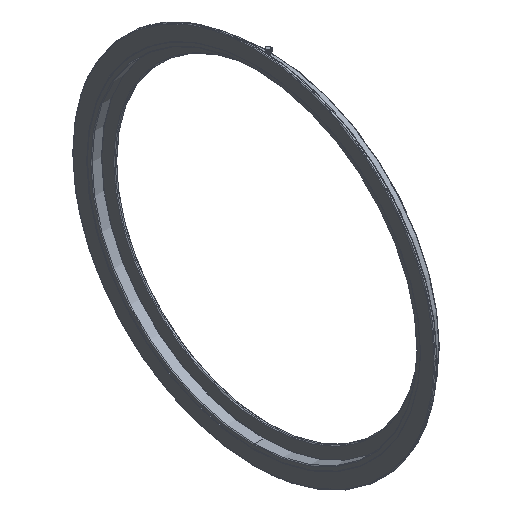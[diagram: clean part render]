
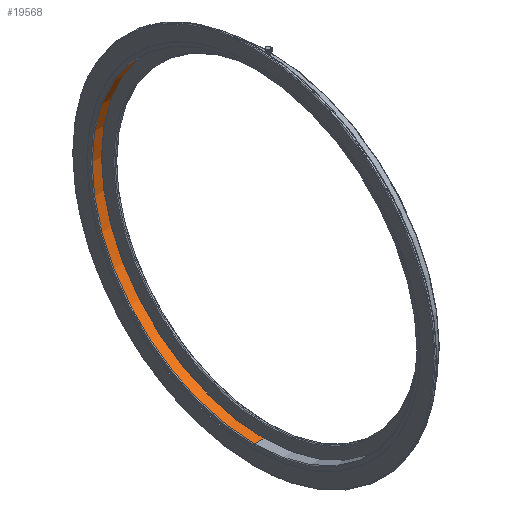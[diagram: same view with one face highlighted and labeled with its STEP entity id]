
A CAD part, isometric view. The second image highlights one B-rep face of the part: STEP entity #19568.
In plain terms, the highlighted cylindrical face has radius 471 mm (diameter 942 mm), a partial arc.
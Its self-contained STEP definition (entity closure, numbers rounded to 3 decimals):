
#874 = LINE ( 'NONE', #18395, #11783 ) ;
#1810 = DIRECTION ( 'NONE',  ( 0., 0., -1. ) ) ;
#2626 = ORIENTED_EDGE ( 'NONE', *, *, #9161, .F. ) ;
#2651 = CYLINDRICAL_SURFACE ( 'NONE', #9216, 471. ) ;
#3348 = EDGE_LOOP ( 'NONE', ( #26477, #2626, #21506, #21487 ) ) ;
#5275 = DIRECTION ( 'NONE',  ( 1., 0., 0. ) ) ;
#7790 = DIRECTION ( 'NONE',  ( 1., 0., 0. ) ) ;
#9069 = EDGE_CURVE ( 'NONE', #34337, #30594, #26058, .T. ) ;
#9161 = EDGE_CURVE ( 'NONE', #20045, #28839, #32518, .T. ) ;
#9216 = AXIS2_PLACEMENT_3D ( 'NONE', #35358, #5275, #10896 ) ;
#9292 = CARTESIAN_POINT ( 'NONE',  ( 3.5, 0., 471. ) ) ;
#9510 = CARTESIAN_POINT ( 'NONE',  ( 30.5, 0., 0. ) ) ;
#10449 = EDGE_CURVE ( 'NONE', #28839, #34337, #874, .T. ) ;
#10641 = CARTESIAN_POINT ( 'NONE',  ( -1.625, 0., -471. ) ) ;
#10896 = DIRECTION ( 'NONE',  ( 0., 0., -1. ) ) ;
#11783 = VECTOR ( 'NONE', #26956, 1000. ) ;
#12428 = DIRECTION ( 'NONE',  ( -1., 0., 0. ) ) ;
#18214 = LINE ( 'NONE', #10641, #20371 ) ;
#18395 = CARTESIAN_POINT ( 'NONE',  ( -1.625, 0., 471. ) ) ;
#19568 = ADVANCED_FACE ( 'NONE', ( #20443 ), #2651, .F. ) ;
#20045 = VERTEX_POINT ( 'NONE', #28694 ) ;
#20371 = VECTOR ( 'NONE', #29797, 1000. ) ;
#20443 = FACE_OUTER_BOUND ( 'NONE', #3348, .T. ) ;
#21487 = ORIENTED_EDGE ( 'NONE', *, *, #9069, .F. ) ;
#21506 = ORIENTED_EDGE ( 'NONE', *, *, #28934, .T. ) ;
#23159 = AXIS2_PLACEMENT_3D ( 'NONE', #9510, #12428, #31940 ) ;
#23753 = CARTESIAN_POINT ( 'NONE',  ( 30.5, 0., 471. ) ) ;
#25048 = AXIS2_PLACEMENT_3D ( 'NONE', #35193, #7790, #1810 ) ;
#26058 = CIRCLE ( 'NONE', #23159, 471. ) ;
#26477 = ORIENTED_EDGE ( 'NONE', *, *, #10449, .F. ) ;
#26956 = DIRECTION ( 'NONE',  ( 1., 0., 0. ) ) ;
#27608 = CARTESIAN_POINT ( 'NONE',  ( 30.5, 0., -471. ) ) ;
#28694 = CARTESIAN_POINT ( 'NONE',  ( 3.5, 0., -471. ) ) ;
#28839 = VERTEX_POINT ( 'NONE', #9292 ) ;
#28934 = EDGE_CURVE ( 'NONE', #20045, #30594, #18214, .T. ) ;
#29797 = DIRECTION ( 'NONE',  ( 1., 0., 0. ) ) ;
#30594 = VERTEX_POINT ( 'NONE', #27608 ) ;
#31940 = DIRECTION ( 'NONE',  ( 0., 0., -1. ) ) ;
#32518 = CIRCLE ( 'NONE', #25048, 471. ) ;
#34337 = VERTEX_POINT ( 'NONE', #23753 ) ;
#35193 = CARTESIAN_POINT ( 'NONE',  ( 3.5, 0., 0. ) ) ;
#35358 = CARTESIAN_POINT ( 'NONE',  ( -1.625, 0., 0. ) ) ;
